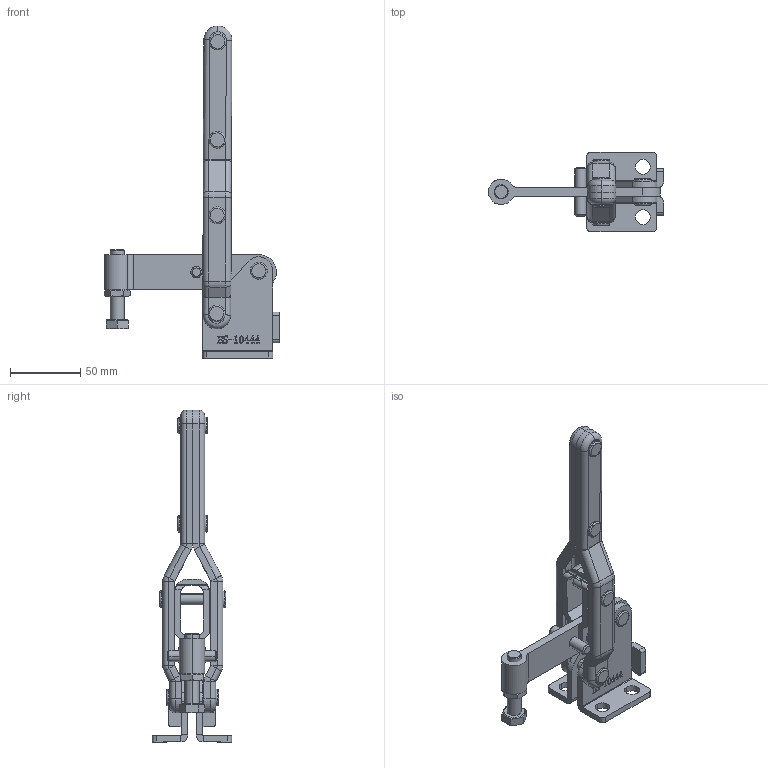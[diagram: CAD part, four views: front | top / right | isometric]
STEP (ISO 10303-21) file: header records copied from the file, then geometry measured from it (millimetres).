
FILE_DESCRIPTION (( 'STEP AP203' ), '1' );
FILE_NAME ('HS-10444 .STEP', '2019-10-14T11:07:18', ( '微软用户' ), ( '微软中国' ), 'SwSTEP 2.0', 'SolidWorks 2012', '' );
FILE_SCHEMA (( 'CONFIG_CONTROL_DESIGN' ));
Length unit declared in the file: millimetre
Products named in the file (11): 楊擘菁釱; 傻种; 蟀裝; 忒梟; 种; hexagon head bolts-full thread gb_GB_FASTENER_BOLT_STBAB A M10X50-C; 揤參; HS-10444 ; 种1; hex thin nuts-grades ab-chamfered gb_GB_FASTENER_NUT_STNAB M10-N; 酗种
Assembly tree (13 placements, depth 2):
  HS-10444 
    楊擘菁釱
    傻种  x2
    蟀裝
    忒梟  x2
    种
    揤參
    酗种
    hexagon head bolts-full thread gb_GB_FASTENER_BOLT_STBAB A M10X50-C
    hex thin nuts-grades ab-chamfered gb_GB_FASTENER_NUT_STNAB M10-N
    种1  x2
Bounding box: 125.24 x 56.6 x 236.8 mm (x, y, z)
Volume: 120076.4 mm3; surface area: 72241.2 mm2
Topology: 14 solids, 14 shells, 845 faces, 2116 edges, 1340 vertices
Faces by surface type: plane 432, cylinder 216, bspline 107, torus 68, cone 22
Entity records: 28009 total; most frequent: CARTESIAN_POINT 10002, ORIENTED_EDGE 3628, DIRECTION 3176, EDGE_CURVE 1814, VECTOR 1168, LINE 1168, VERTEX_POINT 1166, AXIS2_PLACEMENT_3D 1004
